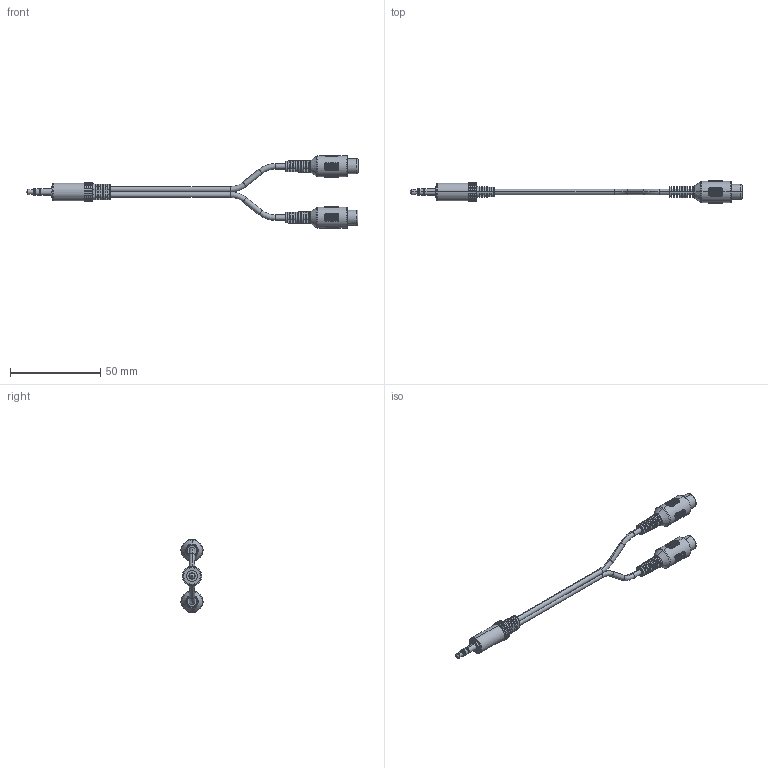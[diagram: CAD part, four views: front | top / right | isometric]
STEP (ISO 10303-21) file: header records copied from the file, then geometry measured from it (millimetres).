
FILE_DESCRIPTION (( 'STEP AP214' ), '1' );
FILE_NAME ('35MMM-2RCAF_3D.STEP', '2020-02-28T13:55:54', ( '' ), ( '' ), 'SwSTEP 2.0', 'SolidWorks 2018', '' );
FILE_SCHEMA (( 'AUTOMOTIVE_DESIGN' ));
Length unit declared in the file: inch
Products named in the file (9): 1AB07-007; 35MMX END Y CABLE_35MMM; 1AA12-011; 35MMM-2RCAF_3D; RCA X END FOR 35MMX-2RCAX; CTL35Y CABLE_WITH LC CLIP; RCA X END FOR 35MMX-2RCAX_RCA F END; MTN-560; OVERMOLD, 35MMX END Y CABLE
Assembly tree (9 placements, depth 3):
  35MMM-2RCAF_3D
    CTL35Y CABLE_WITH LC CLIP
    RCA X END FOR 35MMX-2RCAX_RCA F END  x2
      RCA X END FOR 35MMX-2RCAX
      1AB07-007
    35MMX END Y CABLE_35MMM
      OVERMOLD, 35MMX END Y CABLE
      1AA12-011
      MTN-560
Bounding box: 183.56 x 12.19 x 40.54 mm (x, y, z)
Volume: 8741.4 mm3; surface area: 9914.3 mm2
Topology: 8 solids, 8 shells, 3091 faces, 6542 edges, 3483 vertices
Faces by surface type: bspline 1830, cylinder 707, plane 484, torus 53, cone 17
Entity records: 132164 total; most frequent: CARTESIAN_POINT 105940, ORIENTED_EDGE 7114, EDGE_CURVE 3557, DIRECTION 2976, VERTEX_POINT 1924, EDGE_LOOP 1727, ADVANCED_FACE 1655, FACE_OUTER_BOUND 1655
